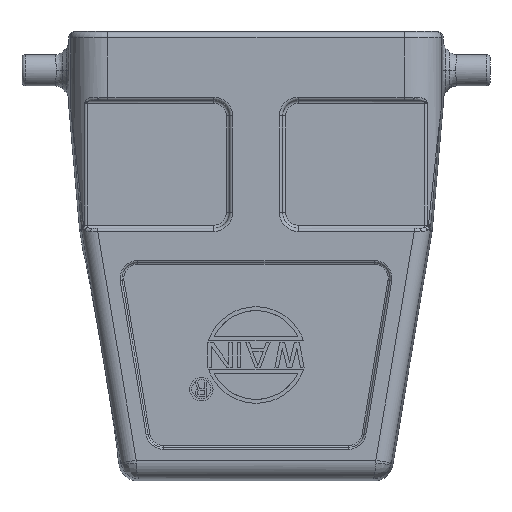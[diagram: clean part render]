
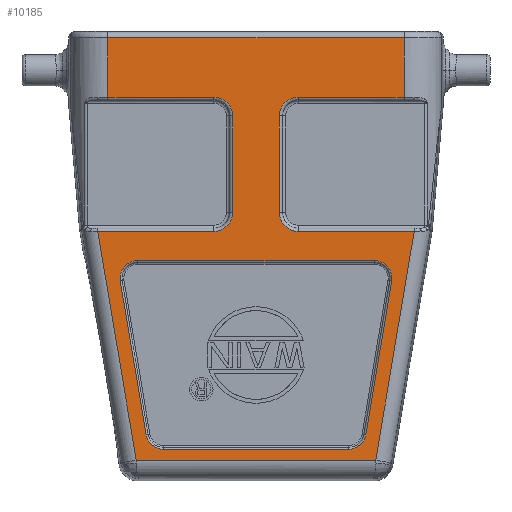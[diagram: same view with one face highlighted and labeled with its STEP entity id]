
A CAD part, front view. The second image highlights one B-rep face of the part: STEP entity #10185.
In plain terms, the highlighted planar face has unit normal (0, -1, 0).
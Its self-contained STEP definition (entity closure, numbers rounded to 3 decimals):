
#134=DIRECTION('',(0.166,0.,0.986));
#135=VECTOR('',#134,37.191);
#136=CARTESIAN_POINT('',(19.187,-21.5,-68.677));
#137=LINE('',#136,#135);
#138=CARTESIAN_POINT('',(25.352,-21.5,-32.));
#180=DIRECTION('',(-1.,0.,0.));
#181=VECTOR('',#180,38.375);
#182=CARTESIAN_POINT('',(19.187,-21.5,-68.677));
#183=LINE('',#182,#181);
#188=DIRECTION('',(-1.,0.,0.));
#189=VECTOR('',#188,16.979);
#190=CARTESIAN_POINT('',(-6.75,-21.5,-10.5));
#191=LINE('',#190,#189);
#192=DIRECTION('',(0.,0.,1.));
#193=VECTOR('',#192,9.5);
#194=CARTESIAN_POINT('',(-23.729,-21.5,-10.5));
#195=LINE('',#194,#193);
#196=DIRECTION('',(0.,0.,-1.));
#197=VECTOR('',#196,9.5);
#198=CARTESIAN_POINT('',(23.729,-21.5,-1.));
#199=LINE('',#198,#197);
#200=DIRECTION('',(-1.,0.,0.));
#201=VECTOR('',#200,16.979);
#202=CARTESIAN_POINT('',(23.729,-21.5,-10.5));
#203=LINE('',#202,#201);
#204=CARTESIAN_POINT('',(6.75,-21.5,-13.5));
#205=DIRECTION('',(0.,-1.,0.));
#206=DIRECTION('',(0.,0.,1.));
#207=AXIS2_PLACEMENT_3D('',#204,#205,#206);
#209=DIRECTION('',(0.,0.,-1.));
#210=VECTOR('',#209,15.5);
#211=CARTESIAN_POINT('',(3.75,-21.5,-13.5));
#212=LINE('',#211,#210);
#213=CARTESIAN_POINT('',(6.75,-21.5,-29.));
#214=DIRECTION('',(0.,-1.,0.));
#215=DIRECTION('',(-1.,0.,0.));
#216=AXIS2_PLACEMENT_3D('',#213,#214,#215);
#218=DIRECTION('',(1.,0.,0.));
#219=VECTOR('',#218,18.602);
#220=CARTESIAN_POINT('',(6.75,-21.5,-32.));
#221=LINE('',#220,#219);
#222=DIRECTION('',(1.,0.,0.));
#223=VECTOR('',#222,18.615);
#224=CARTESIAN_POINT('',(-25.365,-21.5,-32.));
#225=LINE('',#224,#223);
#226=CARTESIAN_POINT('',(-6.75,-21.5,-29.));
#227=DIRECTION('',(0.,-1.,0.));
#228=DIRECTION('',(0.,0.,-1.));
#229=AXIS2_PLACEMENT_3D('',#226,#227,#228);
#231=DIRECTION('',(0.,0.,1.));
#232=VECTOR('',#231,15.5);
#233=CARTESIAN_POINT('',(-3.75,-21.5,-29.));
#234=LINE('',#233,#232);
#235=CARTESIAN_POINT('',(-6.75,-21.5,-13.5));
#236=DIRECTION('',(0.,-1.,0.));
#237=DIRECTION('',(1.,0.,0.));
#238=AXIS2_PLACEMENT_3D('',#235,#236,#237);
#244=DIRECTION('',(1.,0.,0.));
#245=VECTOR('',#244,29.678);
#246=CARTESIAN_POINT('',(-14.84,-21.5,-66.925));
#247=LINE('',#246,#245);
#280=CARTESIAN_POINT('',(-14.84,-21.5,
-64.125));
#281=DIRECTION('',(0.,-1.,0.));
#282=DIRECTION('',(-0.986,0.,-0.166));
#283=AXIS2_PLACEMENT_3D('',#280,#281,#282);
#299=DIRECTION('',(0.166,0.,-0.986));
#300=VECTOR('',#299,24.971);
#301=CARTESIAN_POINT('',(-21.748,-21.5,-39.965));
#302=LINE('',#301,#300);
#340=CARTESIAN_POINT('',(-18.987,-21.5,-39.5));
#341=DIRECTION('',(0.,-1.,0.));
#342=DIRECTION('',(0.,0.,1.));
#343=AXIS2_PLACEMENT_3D('',#340,#341,#342);
#354=DIRECTION('',(-1.,0.,0.));
#355=VECTOR('',#354,37.964);
#356=CARTESIAN_POINT('',(18.977,-21.5,-36.7));
#357=LINE('',#356,#355);
#390=CARTESIAN_POINT('',(18.977,-21.5,-39.5));
#391=DIRECTION('',(0.,-1.,0.));
#392=DIRECTION('',(0.986,0.,-0.166));
#393=AXIS2_PLACEMENT_3D('',#390,#391,#392);
#409=DIRECTION('',(0.166,0.,0.986));
#410=VECTOR('',#409,24.97);
#411=CARTESIAN_POINT('',(17.599,-21.5,-64.589));
#412=LINE('',#411,#410);
#450=CARTESIAN_POINT('',(14.838,-21.5,-64.125));
#451=DIRECTION('',(0.,-1.,0.));
#452=DIRECTION('',(0.,0.,-1.));
#453=AXIS2_PLACEMENT_3D('',#450,#451,#452);
#1913=DIRECTION('',(-1.,0.,0.));
#1914=VECTOR('',#1913,47.457);
#1915=CARTESIAN_POINT('',(23.729,-21.5,-1.));
#1916=LINE('',#1915,#1914);
#2149=DIRECTION('',(0.166,0.,-0.986));
#2150=VECTOR('',#2149,37.193);
#2151=CARTESIAN_POINT('',(-25.365,-21.5,-32.));
#2152=LINE('',#2151,#2150);
#8192=CARTESIAN_POINT('',(-14.84,-21.5,-66.925));
#8193=CARTESIAN_POINT('',(14.838,-21.5,-66.925));
#8194=VERTEX_POINT('',#8192);
#8195=VERTEX_POINT('',#8193);
#8200=CARTESIAN_POINT('',(18.977,-21.5,-36.7));
#8201=CARTESIAN_POINT('',(-18.987,-21.5,-36.7));
#8202=VERTEX_POINT('',#8200);
#8203=VERTEX_POINT('',#8201);
#8208=CARTESIAN_POINT('',(-23.729,-21.5,-1.));
#8209=VERTEX_POINT('',#8208);
#8210=CARTESIAN_POINT('',(23.729,-21.5,-1.));
#8211=VERTEX_POINT('',#8210);
#8286=CARTESIAN_POINT('',(19.187,-21.5,
-68.677));
#8287=CARTESIAN_POINT('',(-19.188,-21.5,
-68.677));
#8288=VERTEX_POINT('',#8286);
#8289=VERTEX_POINT('',#8287);
#8316=CARTESIAN_POINT('',(-21.748,-21.5,-39.965));
#8317=CARTESIAN_POINT('',(-17.601,-21.5,-64.59));
#8318=VERTEX_POINT('',#8316);
#8319=VERTEX_POINT('',#8317);
#8322=CARTESIAN_POINT('',(17.599,-21.5,
-64.589));
#8323=VERTEX_POINT('',#8322);
#8326=CARTESIAN_POINT('',(21.738,-21.5,-39.964));
#8327=VERTEX_POINT('',#8326);
#9480=CARTESIAN_POINT('',(-23.729,-21.5,-10.5));
#9481=VERTEX_POINT('',#9480);
#9484=CARTESIAN_POINT('',(-6.75,-21.5,-10.5));
#9485=VERTEX_POINT('',#9484);
#9488=CARTESIAN_POINT('',(-3.75,-21.5,-13.5));
#9489=VERTEX_POINT('',#9488);
#9492=CARTESIAN_POINT('',(-3.75,-21.5,-29.));
#9493=VERTEX_POINT('',#9492);
#9496=CARTESIAN_POINT('',(-6.75,-21.5,-32.));
#9497=VERTEX_POINT('',#9496);
#9500=CARTESIAN_POINT('',(-25.365,-21.5,-32.));
#9501=VERTEX_POINT('',#9500);
#9525=VERTEX_POINT('',#138);
#9528=CARTESIAN_POINT('',(6.75,-21.5,-32.));
#9529=VERTEX_POINT('',#9528);
#9532=CARTESIAN_POINT('',(3.75,-21.5,-29.));
#9533=VERTEX_POINT('',#9532);
#9536=CARTESIAN_POINT('',(3.75,-21.5,-13.5));
#9537=VERTEX_POINT('',#9536);
#9540=CARTESIAN_POINT('',(6.75,-21.5,-10.5));
#9541=VERTEX_POINT('',#9540);
#9544=CARTESIAN_POINT('',(23.729,-21.5,-10.5));
#9545=VERTEX_POINT('',#9544);
#10130=CARTESIAN_POINT('',(0.,-21.5,0.));
#10131=DIRECTION('',(0.,1.,0.));
#10132=DIRECTION('',(1.,0.,0.));
#10133=AXIS2_PLACEMENT_3D('',#10130,#10131,#10132);
#10134=PLANE('',#10133);
#10136=ORIENTED_EDGE('',*,*,#10135,.T.);
#10138=ORIENTED_EDGE('',*,*,#10137,.T.);
#10140=ORIENTED_EDGE('',*,*,#10139,.F.);
#10142=ORIENTED_EDGE('',*,*,#10141,.T.);
#10144=ORIENTED_EDGE('',*,*,#10143,.T.);
#10146=ORIENTED_EDGE('',*,*,#10145,.T.);
#10148=ORIENTED_EDGE('',*,*,#10147,.T.);
#10150=ORIENTED_EDGE('',*,*,#10149,.T.);
#10152=ORIENTED_EDGE('',*,*,#10151,.T.);
#10153=ORIENTED_EDGE('',*,*,#10075,.F.);
#10154=ORIENTED_EDGE('',*,*,#10117,.T.);
#10156=ORIENTED_EDGE('',*,*,#10155,.F.);
#10158=ORIENTED_EDGE('',*,*,#10157,.T.);
#10160=ORIENTED_EDGE('',*,*,#10159,.T.);
#10162=ORIENTED_EDGE('',*,*,#10161,.T.);
#10164=ORIENTED_EDGE('',*,*,#10163,.T.);
#10165=EDGE_LOOP('',(#10136,#10138,#10140,#10142,#10144,#10146,#10148,#10150,
#10152,#10153,#10154,#10156,#10158,#10160,#10162,#10164));
#10166=FACE_OUTER_BOUND('',#10165,.F.);
#10168=ORIENTED_EDGE('',*,*,#10167,.T.);
#10170=ORIENTED_EDGE('',*,*,#10169,.T.);
#10172=ORIENTED_EDGE('',*,*,#10171,.T.);
#10174=ORIENTED_EDGE('',*,*,#10173,.T.);
#10176=ORIENTED_EDGE('',*,*,#10175,.T.);
#10178=ORIENTED_EDGE('',*,*,#10177,.T.);
#10180=ORIENTED_EDGE('',*,*,#10179,.T.);
#10182=ORIENTED_EDGE('',*,*,#10181,.T.);
#10183=EDGE_LOOP('',(#10168,#10170,#10172,#10174,#10176,#10178,#10180,#10182));
#10184=FACE_BOUND('',#10183,.F.);
#208=CIRCLE('',#207,3.);
#217=CIRCLE('',#216,3.);
#230=CIRCLE('',#229,3.);
#239=CIRCLE('',#238,3.);
#284=CIRCLE('',#283,2.8);
#344=CIRCLE('',#343,2.8);
#394=CIRCLE('',#393,2.8);
#454=CIRCLE('',#453,2.8);
#10075=EDGE_CURVE('',#8288,#9525,#137,.T.);
#10117=EDGE_CURVE('',#8288,#8289,#183,.T.);
#10135=EDGE_CURVE('',#9485,#9481,#191,.T.);
#10137=EDGE_CURVE('',#9481,#8209,#195,.T.);
#10139=EDGE_CURVE('',#8211,#8209,#1916,.T.);
#10141=EDGE_CURVE('',#8211,#9545,#199,.T.);
#10143=EDGE_CURVE('',#9545,#9541,#203,.T.);
#10145=EDGE_CURVE('',#9541,#9537,#208,.T.);
#10147=EDGE_CURVE('',#9537,#9533,#212,.T.);
#10149=EDGE_CURVE('',#9533,#9529,#217,.T.);
#10151=EDGE_CURVE('',#9529,#9525,#221,.T.);
#10155=EDGE_CURVE('',#9501,#8289,#2152,.T.);
#10157=EDGE_CURVE('',#9501,#9497,#225,.T.);
#10159=EDGE_CURVE('',#9497,#9493,#230,.T.);
#10161=EDGE_CURVE('',#9493,#9489,#234,.T.);
#10163=EDGE_CURVE('',#9489,#9485,#239,.T.);
#10167=EDGE_CURVE('',#8194,#8195,#247,.T.);
#10169=EDGE_CURVE('',#8195,#8323,#454,.T.);
#10171=EDGE_CURVE('',#8323,#8327,#412,.T.);
#10173=EDGE_CURVE('',#8327,#8202,#394,.T.);
#10175=EDGE_CURVE('',#8202,#8203,#357,.T.);
#10177=EDGE_CURVE('',#8203,#8318,#344,.T.);
#10179=EDGE_CURVE('',#8318,#8319,#302,.T.);
#10181=EDGE_CURVE('',#8319,#8194,#284,.T.);
#10185=ADVANCED_FACE('',(#10166,#10184),#10134,.F.);
